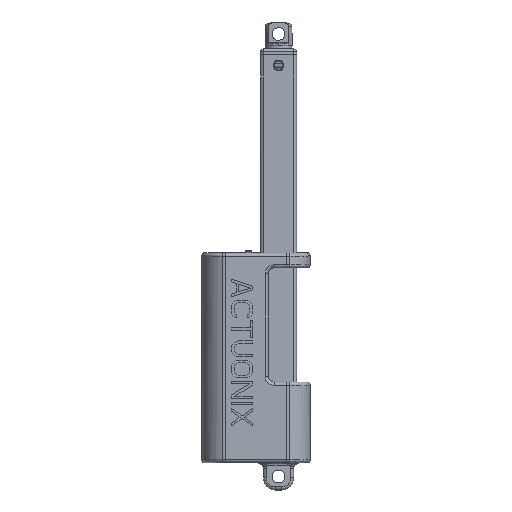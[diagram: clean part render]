
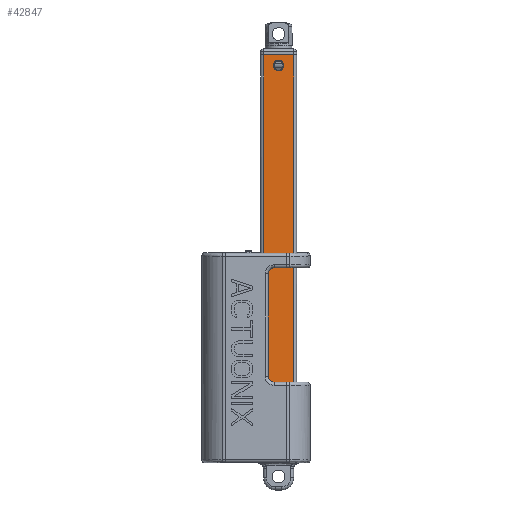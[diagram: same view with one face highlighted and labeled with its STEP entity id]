
A CAD part, front view. The second image highlights one B-rep face of the part: STEP entity #42847.
In plain terms, the highlighted free-form (B-spline) face has degree [1, 1] with [2, 2] control points.
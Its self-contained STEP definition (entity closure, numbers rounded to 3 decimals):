
#42506 = VERTEX_POINT('',#42507);
#42507 = CARTESIAN_POINT('',(-12.438,-4.815,
    15.166));
#42515 = EDGE_CURVE('',#42506,#42516,#42518,.T.);
#42516 = VERTEX_POINT('',#42517);
#42517 = CARTESIAN_POINT('',(-4.413,-4.815,
    15.166));
#42518 = B_SPLINE_CURVE_WITH_KNOTS('',1,(#42519,#42520),.UNSPECIFIED.,
  .F.,.F.,(2,2),(0.,10.),.PIECEWISE_BEZIER_KNOTS.);
#42519 = CARTESIAN_POINT('',(-12.438,-4.815,
    15.166));
#42520 = CARTESIAN_POINT('',(-4.413,-4.815,
    15.166));
#42635 = EDGE_CURVE('',#42636,#42506,#42638,.T.);
#42636 = VERTEX_POINT('',#42637);
#42637 = CARTESIAN_POINT('',(-12.438,-4.815,
    109.052));
#42638 = B_SPLINE_CURVE_WITH_KNOTS('',1,(#42639,#42640),.UNSPECIFIED.,
  .F.,.F.,(2,2),(0.,117.),.PIECEWISE_BEZIER_KNOTS.);
#42639 = CARTESIAN_POINT('',(-12.438,-4.815,
    109.052));
#42640 = CARTESIAN_POINT('',(-12.438,-4.815,
    15.166));
#42828 = VERTEX_POINT('',#42829);
#42829 = CARTESIAN_POINT('',(-4.413,-4.815,
    109.052));
#42835 = EDGE_CURVE('',#42828,#42516,#42836,.T.);
#42836 = B_SPLINE_CURVE_WITH_KNOTS('',1,(#42837,#42838),.UNSPECIFIED.,
  .F.,.F.,(2,2),(0.,117.),.PIECEWISE_BEZIER_KNOTS.);
#42837 = CARTESIAN_POINT('',(-4.413,-4.815,
    109.052));
#42838 = CARTESIAN_POINT('',(-4.413,-4.815,
    15.166));
#42847 = ADVANCED_FACE('',(#42848,#42858,#42880),#42902,.T.);
#42848 = FACE_BOUND('',#42849,.F.);
#42849 = EDGE_LOOP('',(#42850,#42851,#42856,#42857));
#42850 = ORIENTED_EDGE('',*,*,#42635,.F.);
#42851 = ORIENTED_EDGE('',*,*,#42852,.T.);
#42852 = EDGE_CURVE('',#42636,#42828,#42853,.T.);
#42853 = B_SPLINE_CURVE_WITH_KNOTS('',1,(#42854,#42855),.UNSPECIFIED.,
  .F.,.F.,(2,2),(0.,10.),.PIECEWISE_BEZIER_KNOTS.);
#42854 = CARTESIAN_POINT('',(-12.438,-4.815,
    109.052));
#42855 = CARTESIAN_POINT('',(-4.413,-4.815,
    109.052));
#42856 = ORIENTED_EDGE('',*,*,#42835,.T.);
#42857 = ORIENTED_EDGE('',*,*,#42515,.F.);
#42858 = FACE_BOUND('',#42859,.T.);
#42859 = EDGE_LOOP('',(#42860,#42872));
#42860 = ORIENTED_EDGE('',*,*,#42861,.T.);
#42861 = EDGE_CURVE('',#42862,#42864,#42866,.T.);
#42862 = VERTEX_POINT('',#42863);
#42863 = CARTESIAN_POINT('',(-8.426,-4.815,
    107.627));
#42864 = VERTEX_POINT('',#42865);
#42865 = CARTESIAN_POINT('',(-8.426,-4.815,
    104.859));
#42866 = ( BOUNDED_CURVE() B_SPLINE_CURVE(2,(#42867,#42868,#42869,#42870
,#42871),.UNSPECIFIED.,.F.,.F.) B_SPLINE_CURVE_WITH_KNOTS((3,2,3),(0.,
1.571,3.142),.PIECEWISE_BEZIER_KNOTS.) CURVE() 
GEOMETRIC_REPRESENTATION_ITEM() RATIONAL_B_SPLINE_CURVE((1.,
0.707,1.,0.707,1.)) REPRESENTATION_ITEM('') );
#42867 = CARTESIAN_POINT('',(-8.426,-4.815,
    107.627));
#42868 = CARTESIAN_POINT('',(-7.041,-4.815,
    107.627));
#42869 = CARTESIAN_POINT('',(-7.041,-4.815,
    106.243));
#42870 = CARTESIAN_POINT('',(-7.041,-4.815,
    104.859));
#42871 = CARTESIAN_POINT('',(-8.426,-4.815,
    104.859));
#42872 = ORIENTED_EDGE('',*,*,#42873,.T.);
#42873 = EDGE_CURVE('',#42864,#42862,#42874,.T.);
#42874 = ( BOUNDED_CURVE() B_SPLINE_CURVE(2,(#42875,#42876,#42877,#42878
,#42879),.UNSPECIFIED.,.F.,.F.) B_SPLINE_CURVE_WITH_KNOTS((3,2,3),(0.,
1.571,3.142),.PIECEWISE_BEZIER_KNOTS.) CURVE() 
GEOMETRIC_REPRESENTATION_ITEM() RATIONAL_B_SPLINE_CURVE((1.,
0.707,1.,0.707,1.)) REPRESENTATION_ITEM('') );
#42875 = CARTESIAN_POINT('',(-8.426,-4.815,
    104.859));
#42876 = CARTESIAN_POINT('',(-9.81,-4.815,
    104.859));
#42877 = CARTESIAN_POINT('',(-9.81,-4.815,
    106.243));
#42878 = CARTESIAN_POINT('',(-9.81,-4.815,
    107.627));
#42879 = CARTESIAN_POINT('',(-8.426,-4.815,
    107.627));
#42880 = FACE_BOUND('',#42881,.T.);
#42881 = EDGE_LOOP('',(#42882,#42894));
#42882 = ORIENTED_EDGE('',*,*,#42883,.T.);
#42883 = EDGE_CURVE('',#42884,#42886,#42888,.T.);
#42884 = VERTEX_POINT('',#42885);
#42885 = CARTESIAN_POINT('',(-8.426,-4.815,
    19.359));
#42886 = VERTEX_POINT('',#42887);
#42887 = CARTESIAN_POINT('',(-8.426,-4.815,
    16.59));
#42888 = ( BOUNDED_CURVE() B_SPLINE_CURVE(2,(#42889,#42890,#42891,#42892
,#42893),.UNSPECIFIED.,.F.,.F.) B_SPLINE_CURVE_WITH_KNOTS((3,2,3),(0.,
1.571,3.142),.PIECEWISE_BEZIER_KNOTS.) CURVE() 
GEOMETRIC_REPRESENTATION_ITEM() RATIONAL_B_SPLINE_CURVE((1.,
0.707,1.,0.707,1.)) REPRESENTATION_ITEM('') );
#42889 = CARTESIAN_POINT('',(-8.426,-4.815,
    19.359));
#42890 = CARTESIAN_POINT('',(-7.041,-4.815,
    19.359));
#42891 = CARTESIAN_POINT('',(-7.041,-4.815,
    17.975));
#42892 = CARTESIAN_POINT('',(-7.041,-4.815,
    16.59));
#42893 = CARTESIAN_POINT('',(-8.426,-4.815,
    16.59));
#42894 = ORIENTED_EDGE('',*,*,#42895,.T.);
#42895 = EDGE_CURVE('',#42886,#42884,#42896,.T.);
#42896 = ( BOUNDED_CURVE() B_SPLINE_CURVE(2,(#42897,#42898,#42899,#42900
,#42901),.UNSPECIFIED.,.F.,.F.) B_SPLINE_CURVE_WITH_KNOTS((3,2,3),(0.,
1.571,3.142),.PIECEWISE_BEZIER_KNOTS.) CURVE() 
GEOMETRIC_REPRESENTATION_ITEM() RATIONAL_B_SPLINE_CURVE((1.,
0.707,1.,0.707,1.)) REPRESENTATION_ITEM('') );
#42897 = CARTESIAN_POINT('',(-8.426,-4.815,
    16.59));
#42898 = CARTESIAN_POINT('',(-9.81,-4.815,
    16.59));
#42899 = CARTESIAN_POINT('',(-9.81,-4.815,
    17.975));
#42900 = CARTESIAN_POINT('',(-9.81,-4.815,
    19.359));
#42901 = CARTESIAN_POINT('',(-8.426,-4.815,
    19.359));
#42902 = B_SPLINE_SURFACE_WITH_KNOTS('',1,1,(
    (#42903,#42904)
    ,(#42905,#42906
    )),.UNSPECIFIED.,.F.,.F.,.F.,(2,2),(2,2),(1.,11.),(0.,117.),
  .PIECEWISE_BEZIER_KNOTS.);
#42903 = CARTESIAN_POINT('',(-12.438,-4.815,
    15.166));
#42904 = CARTESIAN_POINT('',(-12.438,-4.815,
    109.052));
#42905 = CARTESIAN_POINT('',(-4.413,-4.815,
    15.166));
#42906 = CARTESIAN_POINT('',(-4.413,-4.815,
    109.052));
